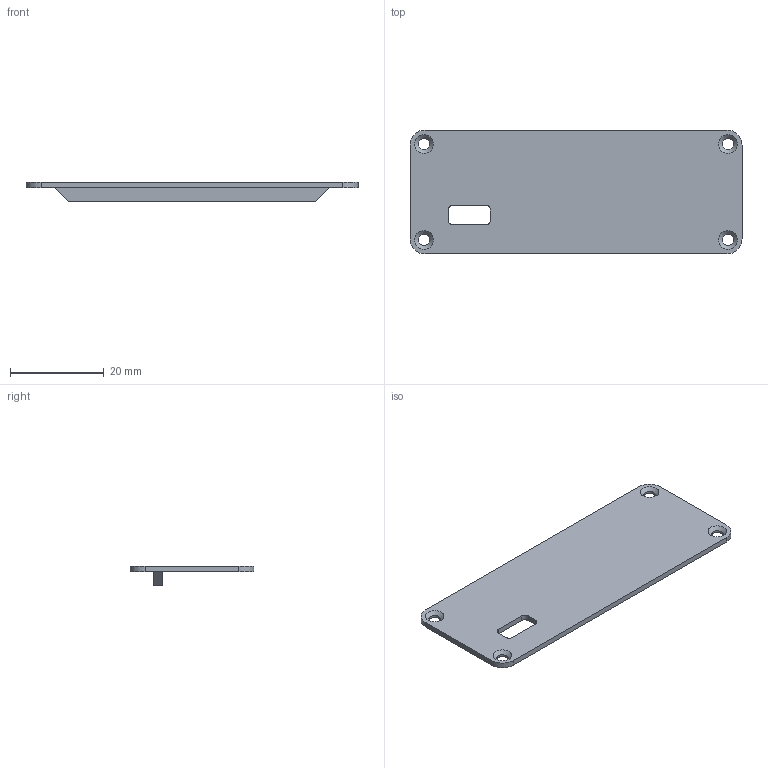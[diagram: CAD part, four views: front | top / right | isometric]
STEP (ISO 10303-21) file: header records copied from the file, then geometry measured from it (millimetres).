
FILE_DESCRIPTION(/* description */ ('','CAx-IF Rec.Pracs.---Representation and Presentation of Product Manufacturing Information (PMI)---4.0---2014-10-13'),/* implementation_level */ '2;1');
FILE_NAME(/* name */ 'cover.stp',/* time_stamp */ '2025-09-06T19:24:14+08:00',/* author */ ('Toby'),/* organization */ (''),/* preprocessor_version */ 'ST-DEVELOPER v18.1',/* originating_system */ 'Autodesk Inventor 2021',/* authorisation */ '');
FILE_SCHEMA (('AP242_MANAGED_MODEL_BASED_3D_ENGINEERING_MIM_LF { 1 0 10303 442 1 1 4 }'));
Length unit declared in the file: millimetre
Products named in the file (1): cover
Bounding box: 71 x 26.5 x 4.2 mm (x, y, z)
Volume: 2504.4 mm3; surface area: 4256.4 mm2
Topology: 1 solids, 1 shells, 31 faces, 109 edges, 102 vertices
Faces by surface type: plane 15, cylinder 12, cone 4
Full cylindrical faces by diameter (mm): 2.5 x4
Entity records: 1293 total; most frequent: CARTESIAN_POINT 239, DIRECTION 214, ORIENTED_EDGE 176, EDGE_CURVE 88, AXIS2_PLACEMENT_3D 81, VERTEX_POINT 60, LINE 52, VECTOR 52
